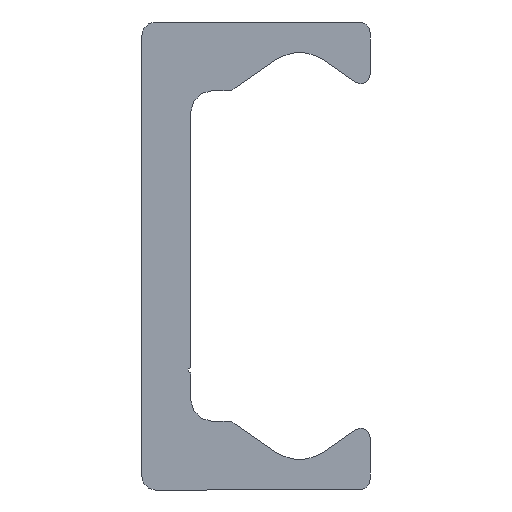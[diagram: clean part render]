
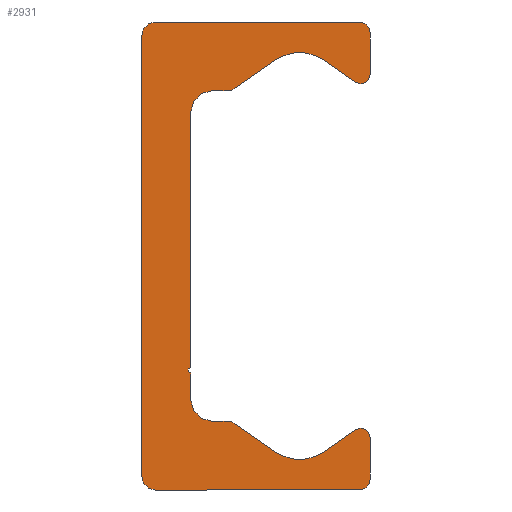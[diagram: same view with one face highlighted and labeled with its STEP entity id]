
A CAD part, left-side view. The second image highlights one B-rep face of the part: STEP entity #2931.
In plain terms, the highlighted planar face has unit normal (-1, 0, 0).
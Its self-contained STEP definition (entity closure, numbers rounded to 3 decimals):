
#1860=CARTESIAN_POINT('',(0.0,9.25,-21.5));
#1861=VERTEX_POINT('',#1860);
#1868=CARTESIAN_POINT('',(0.0,10.5,-20.25));
#1869=VERTEX_POINT('',#1868);
#1870=CARTESIAN_POINT('',(0.0,9.25,-20.25));
#1871=DIRECTION('',(1.0,0.0,0.0));
#1872=DIRECTION('',(0.0,0.0,-1.0));
#1873=AXIS2_PLACEMENT_3D('',#1870,#1871,#1872);
#1874=CIRCLE('',#1873,1.25);
#1875=EDGE_CURVE('',#1861,#1869,#1874,.T.);
#1899=CARTESIAN_POINT('',(0.0,-9.5,-21.5));
#1900=VERTEX_POINT('',#1899);
#1907=CARTESIAN_POINT('',(0.0,-9.5,-21.5));
#1908=DIRECTION('',(0.0,1.0,0.0));
#1909=VECTOR('',#1908,18.75);
#1910=LINE('',#1907,#1909);
#1911=EDGE_CURVE('',#1900,#1861,#1910,.T.);
#1931=CARTESIAN_POINT('',(0.0,-10.5,-20.5));
#1932=VERTEX_POINT('',#1931);
#1939=CARTESIAN_POINT('',(0.0,-9.5,-20.5));
#1940=DIRECTION('',(1.0,0.0,0.0));
#1941=DIRECTION('',(0.0,-1.0,0.0));
#1942=AXIS2_PLACEMENT_3D('',#1939,#1940,#1941);
#1943=CIRCLE('',#1942,1.0);
#1944=EDGE_CURVE('',#1932,#1900,#1943,.T.);
#1963=CARTESIAN_POINT('',(0.0,-10.5,-16.65));
#1964=VERTEX_POINT('',#1963);
#1971=CARTESIAN_POINT('',(0.0,-10.5,-16.65));
#1972=DIRECTION('',(0.0,0.0,-1.0));
#1973=VECTOR('',#1972,3.85);
#1974=LINE('',#1971,#1973);
#1975=EDGE_CURVE('',#1964,#1932,#1974,.T.);
#1995=CARTESIAN_POINT('',(0.0,-9.162,-15.954));
#1996=VERTEX_POINT('',#1995);
#2003=CARTESIAN_POINT('',(0.0,-9.65,-16.65));
#2004=DIRECTION('',(1.0,0.0,0.0));
#2005=DIRECTION('',(0.0,0.574,0.819));
#2006=AXIS2_PLACEMENT_3D('',#2003,#2004,#2005);
#2007=CIRCLE('',#2006,0.85);
#2008=EDGE_CURVE('',#1996,#1964,#2007,.T.);
#2027=CARTESIAN_POINT('',(0.0,-6.294,-17.962));
#2028=VERTEX_POINT('',#2027);
#2035=CARTESIAN_POINT('',(0.0,-6.294,-17.962));
#2036=DIRECTION('',(0.0,-0.819,0.574));
#2037=VECTOR('',#2036,3.501);
#2038=LINE('',#2035,#2037);
#2039=EDGE_CURVE('',#2028,#1996,#2038,.T.);
#2059=CARTESIAN_POINT('',(0.0,-1.706,-17.962));
#2060=VERTEX_POINT('',#2059);
#2067=CARTESIAN_POINT('',(0.0,-4.,-14.685));
#2068=DIRECTION('',(-1.0,0.0,0.0));
#2069=DIRECTION('',(0.0,0.574,0.819));
#2070=AXIS2_PLACEMENT_3D('',#2067,#2068,#2069);
#2071=CIRCLE('',#2070,4.0);
#2072=EDGE_CURVE('',#2060,#2028,#2071,.T.);
#2091=CARTESIAN_POINT('',(0.0,1.981,-15.381));
#2092=VERTEX_POINT('',#2091);
#2099=CARTESIAN_POINT('',(0.0,1.981,-15.381));
#2100=DIRECTION('',(0.0,-0.819,-0.574));
#2101=VECTOR('',#2100,4.5);
#2102=LINE('',#2099,#2101);
#2103=EDGE_CURVE('',#2092,#2060,#2102,.T.);
#2123=CARTESIAN_POINT('',(0.0,2.554,-15.2));
#2124=VERTEX_POINT('',#2123);
#2131=CARTESIAN_POINT('',(0.0,2.554,-16.2));
#2132=DIRECTION('',(1.0,0.0,0.0));
#2133=DIRECTION('',(0.0,0.0,1.0));
#2134=AXIS2_PLACEMENT_3D('',#2131,#2132,#2133);
#2135=CIRCLE('',#2134,1.);
#2136=EDGE_CURVE('',#2124,#2092,#2135,.T.);
#2155=CARTESIAN_POINT('',(0.0,4.0,-15.2));
#2156=VERTEX_POINT('',#2155);
#2163=CARTESIAN_POINT('',(0.0,4.0,-15.2));
#2164=DIRECTION('',(0.0,-1.0,0.0));
#2165=VECTOR('',#2164,1.446);
#2166=LINE('',#2163,#2165);
#2167=EDGE_CURVE('',#2156,#2124,#2166,.T.);
#2187=CARTESIAN_POINT('',(0.0,6.,-13.2));
#2188=VERTEX_POINT('',#2187);
#2195=CARTESIAN_POINT('',(0.0,4.,-13.2));
#2196=DIRECTION('',(-1.0,0.0,0.0));
#2197=DIRECTION('',(0.0,0.0,1.0));
#2198=AXIS2_PLACEMENT_3D('',#2195,#2196,#2197);
#2199=CIRCLE('',#2198,2.0);
#2200=EDGE_CURVE('',#2188,#2156,#2199,.T.);
#2219=CARTESIAN_POINT('',(0.0,6.,-10.75));
#2220=VERTEX_POINT('',#2219);
#2227=CARTESIAN_POINT('',(0.0,6.,-10.75));
#2228=DIRECTION('',(0.0,0.0,-1.0));
#2229=VECTOR('',#2228,2.45);
#2230=LINE('',#2227,#2229);
#2231=EDGE_CURVE('',#2220,#2188,#2230,.T.);
#2251=CARTESIAN_POINT('',(0.0,6.,-10.25));
#2252=VERTEX_POINT('',#2251);
#2259=CARTESIAN_POINT('',(0.0,6.,-10.5));
#2260=DIRECTION('',(-1.0,0.0,0.0));
#2261=DIRECTION('',(0.0,0.0,1.0));
#2262=AXIS2_PLACEMENT_3D('',#2259,#2260,#2261);
#2263=CIRCLE('',#2262,0.25);
#2264=EDGE_CURVE('',#2252,#2220,#2263,.T.);
#2283=CARTESIAN_POINT('',(0.0,6.,13.2));
#2284=VERTEX_POINT('',#2283);
#2291=CARTESIAN_POINT('',(0.0,6.,13.2));
#2292=DIRECTION('',(0.0,0.0,-1.0));
#2293=VECTOR('',#2292,23.45);
#2294=LINE('',#2291,#2293);
#2295=EDGE_CURVE('',#2284,#2252,#2294,.T.);
#2426=CARTESIAN_POINT('',(0.0,4.0,15.2));
#2427=VERTEX_POINT('',#2426);
#2434=CARTESIAN_POINT('',(0.0,4.,13.2));
#2435=DIRECTION('',(-1.0,0.0,0.0));
#2436=DIRECTION('',(0.0,-1.0,0.0));
#2437=AXIS2_PLACEMENT_3D('',#2434,#2435,#2436);
#2438=CIRCLE('',#2437,2.0);
#2439=EDGE_CURVE('',#2427,#2284,#2438,.T.);
#2458=CARTESIAN_POINT('',(0.0,2.554,15.2));
#2459=VERTEX_POINT('',#2458);
#2466=CARTESIAN_POINT('',(0.0,2.554,15.2));
#2467=DIRECTION('',(0.0,1.0,0.0));
#2468=VECTOR('',#2467,1.446);
#2469=LINE('',#2466,#2468);
#2470=EDGE_CURVE('',#2459,#2427,#2469,.T.);
#2490=CARTESIAN_POINT('',(0.0,1.981,15.381));
#2491=VERTEX_POINT('',#2490);
#2498=CARTESIAN_POINT('',(0.0,2.554,16.2));
#2499=DIRECTION('',(1.0,0.0,0.0));
#2500=DIRECTION('',(0.0,-0.574,-0.819));
#2501=AXIS2_PLACEMENT_3D('',#2498,#2499,#2500);
#2502=CIRCLE('',#2501,1.);
#2503=EDGE_CURVE('',#2491,#2459,#2502,.T.);
#2522=CARTESIAN_POINT('',(0.0,-1.706,17.962));
#2523=VERTEX_POINT('',#2522);
#2530=CARTESIAN_POINT('',(0.0,-1.706,17.962));
#2531=DIRECTION('',(0.0,0.819,-0.574));
#2532=VECTOR('',#2531,4.5);
#2533=LINE('',#2530,#2532);
#2534=EDGE_CURVE('',#2523,#2491,#2533,.T.);
#2554=CARTESIAN_POINT('',(0.0,-6.294,17.962));
#2555=VERTEX_POINT('',#2554);
#2562=CARTESIAN_POINT('',(0.0,-4.,14.685));
#2563=DIRECTION('',(-1.0,0.0,0.0));
#2564=DIRECTION('',(0.0,-0.574,-0.819));
#2565=AXIS2_PLACEMENT_3D('',#2562,#2563,#2564);
#2566=CIRCLE('',#2565,4.0);
#2567=EDGE_CURVE('',#2555,#2523,#2566,.T.);
#2586=CARTESIAN_POINT('',(0.0,-9.162,15.954));
#2587=VERTEX_POINT('',#2586);
#2594=CARTESIAN_POINT('',(0.0,-9.162,15.954));
#2595=DIRECTION('',(0.0,0.819,0.574));
#2596=VECTOR('',#2595,3.501);
#2597=LINE('',#2594,#2596);
#2598=EDGE_CURVE('',#2587,#2555,#2597,.T.);
#2618=CARTESIAN_POINT('',(0.0,-10.5,16.65));
#2619=VERTEX_POINT('',#2618);
#2626=CARTESIAN_POINT('',(0.0,-9.65,16.65));
#2627=DIRECTION('',(1.0,0.0,0.0));
#2628=DIRECTION('',(0.0,-1.0,0.0));
#2629=AXIS2_PLACEMENT_3D('',#2626,#2627,#2628);
#2630=CIRCLE('',#2629,0.85);
#2631=EDGE_CURVE('',#2619,#2587,#2630,.T.);
#2650=CARTESIAN_POINT('',(0.0,-10.5,20.5));
#2651=VERTEX_POINT('',#2650);
#2658=CARTESIAN_POINT('',(0.0,-10.5,20.5));
#2659=DIRECTION('',(0.0,0.0,-1.0));
#2660=VECTOR('',#2659,3.85);
#2661=LINE('',#2658,#2660);
#2662=EDGE_CURVE('',#2651,#2619,#2661,.T.);
#2682=CARTESIAN_POINT('',(0.0,-9.5,21.5));
#2683=VERTEX_POINT('',#2682);
#2690=CARTESIAN_POINT('',(0.0,-9.5,20.5));
#2691=DIRECTION('',(1.0,0.0,0.0));
#2692=DIRECTION('',(0.0,0.0,1.0));
#2693=AXIS2_PLACEMENT_3D('',#2690,#2691,#2692);
#2694=CIRCLE('',#2693,1.0);
#2695=EDGE_CURVE('',#2683,#2651,#2694,.T.);
#2714=CARTESIAN_POINT('',(0.0,9.25,21.5));
#2715=VERTEX_POINT('',#2714);
#2722=CARTESIAN_POINT('',(0.0,9.25,21.5));
#2723=DIRECTION('',(0.0,-1.0,0.0));
#2724=VECTOR('',#2723,18.75);
#2725=LINE('',#2722,#2724);
#2726=EDGE_CURVE('',#2715,#2683,#2725,.T.);
#2746=CARTESIAN_POINT('',(0.0,10.5,20.25));
#2747=VERTEX_POINT('',#2746);
#2754=CARTESIAN_POINT('',(0.0,9.25,20.25));
#2755=DIRECTION('',(1.0,0.0,0.0));
#2756=DIRECTION('',(0.0,1.0,0.0));
#2757=AXIS2_PLACEMENT_3D('',#2754,#2755,#2756);
#2758=CIRCLE('',#2757,1.25);
#2759=EDGE_CURVE('',#2747,#2715,#2758,.T.);
#2777=CARTESIAN_POINT('',(0.0,10.5,-20.25));
#2778=DIRECTION('',(0.0,0.0,1.0));
#2779=VECTOR('',#2778,40.5);
#2780=LINE('',#2777,#2779);
#2781=EDGE_CURVE('',#1869,#2747,#2780,.T.);
#2898=CARTESIAN_POINT('',(0.0,2.66,-0.019));
#2899=DIRECTION('',(1.0,0.0,0.0));
#2900=DIRECTION('',(0.0,0.0,-1.0));
#2901=AXIS2_PLACEMENT_3D('',#2898,#2899,#2900);
#2902=PLANE('',#2901);
#2903=ORIENTED_EDGE('',*,*,#2781,.F.);
#2904=ORIENTED_EDGE('',*,*,#1875,.F.);
#2905=ORIENTED_EDGE('',*,*,#1911,.F.);
#2906=ORIENTED_EDGE('',*,*,#1944,.F.);
#2907=ORIENTED_EDGE('',*,*,#1975,.F.);
#2908=ORIENTED_EDGE('',*,*,#2008,.F.);
#2909=ORIENTED_EDGE('',*,*,#2039,.F.);
#2910=ORIENTED_EDGE('',*,*,#2072,.F.);
#2911=ORIENTED_EDGE('',*,*,#2103,.F.);
#2912=ORIENTED_EDGE('',*,*,#2136,.F.);
#2913=ORIENTED_EDGE('',*,*,#2167,.F.);
#2914=ORIENTED_EDGE('',*,*,#2200,.F.);
#2915=ORIENTED_EDGE('',*,*,#2231,.F.);
#2916=ORIENTED_EDGE('',*,*,#2264,.F.);
#2917=ORIENTED_EDGE('',*,*,#2295,.F.);
#2918=ORIENTED_EDGE('',*,*,#2439,.F.);
#2919=ORIENTED_EDGE('',*,*,#2470,.F.);
#2920=ORIENTED_EDGE('',*,*,#2503,.F.);
#2921=ORIENTED_EDGE('',*,*,#2534,.F.);
#2922=ORIENTED_EDGE('',*,*,#2567,.F.);
#2923=ORIENTED_EDGE('',*,*,#2598,.F.);
#2924=ORIENTED_EDGE('',*,*,#2631,.F.);
#2925=ORIENTED_EDGE('',*,*,#2662,.F.);
#2926=ORIENTED_EDGE('',*,*,#2695,.F.);
#2927=ORIENTED_EDGE('',*,*,#2726,.F.);
#2928=ORIENTED_EDGE('',*,*,#2759,.F.);
#2929=EDGE_LOOP('',(#2903,#2904,#2905,#2906,#2907,#2908,#2909,#2910,#2911,#2912,#2913,#2914,#2915,#2916,#2917,#2918,#2919,#2920,#2921,#2922,#2923,#2924,#2925,#2926,#2927,#2928));
#2930=FACE_OUTER_BOUND('',#2929,.T.);
#2931=ADVANCED_FACE('',(#2930),#2902,.F.);
